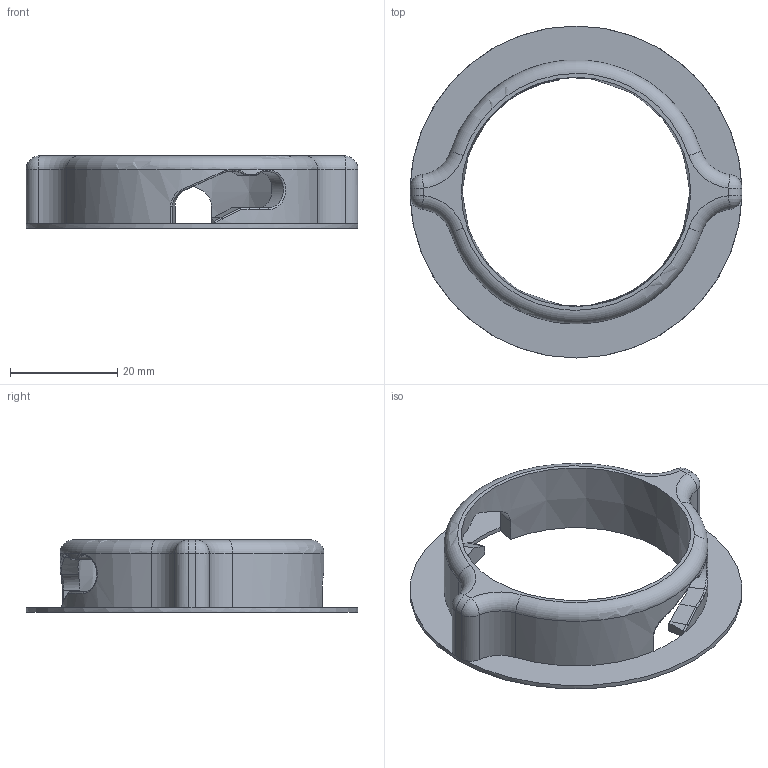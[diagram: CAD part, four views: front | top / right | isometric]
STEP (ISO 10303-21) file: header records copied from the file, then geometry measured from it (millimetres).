
FILE_DESCRIPTION(/* description */ (''),/* implementation_level */ '2;1');
FILE_NAME(/* name */ 'Hood Coupler Locking Ring.step',/* time_stamp */ '2020-10-06T23:20:22-04:00',/* author */ (''),/* organization */ (''),/* preprocessor_version */ 'ST-DEVELOPER v18.1',/* originating_system */ 'Autodesk Translation Framework v9.3.0.1241',/* authorisation */ '');
FILE_SCHEMA (('AUTOMOTIVE_DESIGN { 1 0 10303 214 3 1 1 }'));
Length unit declared in the file: millimetre
Products named in the file (1): Final Locking Ring
Bounding box: 62.01 x 62.01 x 13.49 mm (x, y, z)
Volume: 7394.4 mm3; surface area: 6823.8 mm2
Topology: 1 solids, 1 shells, 98 faces, 252 edges, 150 vertices
Faces by surface type: bspline 39, cylinder 21, plane 20, torus 10, sphere 7, cone 1
Full cylindrical faces by diameter (mm): 62.008 x1
Entity records: 6083 total; most frequent: CARTESIAN_POINT 3869, ORIENTED_EDGE 500, DIRECTION 413, EDGE_CURVE 250, AXIS2_PLACEMENT_3D 171, VERTEX_POINT 150, CIRCLE 105, EDGE_LOOP 100
